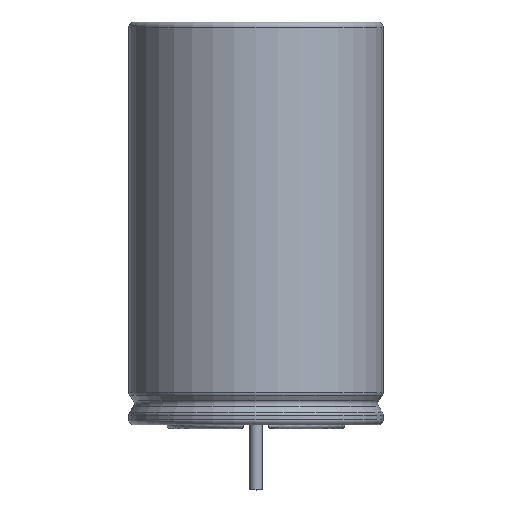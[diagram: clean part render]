
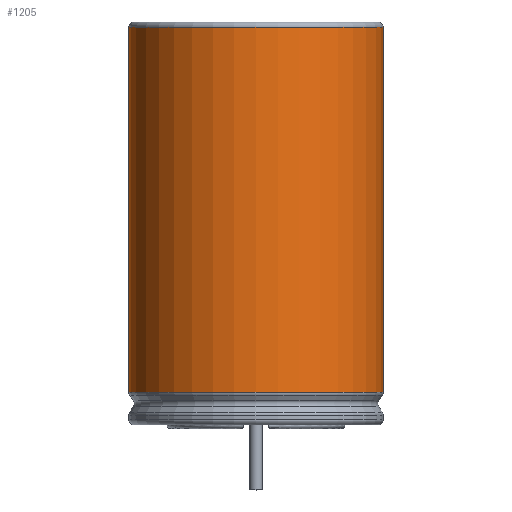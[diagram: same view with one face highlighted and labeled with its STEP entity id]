
A CAD part, left-side view. The second image highlights one B-rep face of the part: STEP entity #1205.
In plain terms, the highlighted cylindrical face has radius 6.25 mm (diameter 12.5 mm), a partial arc.
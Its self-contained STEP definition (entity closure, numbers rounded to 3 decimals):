
#96=FACE_OUTER_BOUND('',#166,.T.);
#166=EDGE_LOOP('',(#859,#860,#861,#862));
#252=LINE('',#1937,#342);
#253=LINE('',#1940,#343);
#342=VECTOR('',#1555,1000.);
#343=VECTOR('',#1558,1000.);
#430=CIRCLE('',#1322,6.25);
#432=CIRCLE('',#1325,6.25);
#522=VERTEX_POINT('',#1930);
#523=VERTEX_POINT('',#1932);
#524=VERTEX_POINT('',#1936);
#525=VERTEX_POINT('',#1938);
#650=EDGE_CURVE('',#523,#522,#430,.T.);
#652=EDGE_CURVE('',#524,#522,#252,.T.);
#653=EDGE_CURVE('',#525,#524,#432,.T.);
#654=EDGE_CURVE('',#525,#523,#253,.T.);
#859=ORIENTED_EDGE('',*,*,#650,.T.);
#860=ORIENTED_EDGE('',*,*,#652,.F.);
#861=ORIENTED_EDGE('',*,*,#653,.F.);
#862=ORIENTED_EDGE('',*,*,#654,.T.);
#1119=CYLINDRICAL_SURFACE('',#1324,6.25);
#1205=ADVANCED_FACE('',(#96),#1119,.T.);
#1322=AXIS2_PLACEMENT_3D('',#1933,#1549,#1550);
#1324=AXIS2_PLACEMENT_3D('',#1935,#1553,#1554);
#1325=AXIS2_PLACEMENT_3D('',#1939,#1556,#1557);
#1549=DIRECTION('center_axis',(0.,0.,-1.));
#1550=DIRECTION('ref_axis',(-1.,0.,0.));
#1553=DIRECTION('center_axis',(0.,0.,-1.));
#1554=DIRECTION('ref_axis',(-1.,0.,0.));
#1555=DIRECTION('',(0.,0.,1.));
#1556=DIRECTION('center_axis',(0.,0.,-1.));
#1557=DIRECTION('ref_axis',(-1.,0.,0.));
#1558=DIRECTION('',(0.,0.,1.));
#1930=CARTESIAN_POINT('',(5.873,2.138,19.74));
#1932=CARTESIAN_POINT('',(5.873,-2.138,19.74));
#1933=CARTESIAN_POINT('Origin',(0.,0.,19.74));
#1935=CARTESIAN_POINT('Origin',(0.,0.,1.5));
#1936=CARTESIAN_POINT('',(5.873,2.138,1.8));
#1937=CARTESIAN_POINT('',(5.873,2.138,1.8));
#1938=CARTESIAN_POINT('',(5.873,-2.138,1.8));
#1939=CARTESIAN_POINT('Origin',(0.,0.,1.8));
#1940=CARTESIAN_POINT('',(5.873,-2.138,1.8));
